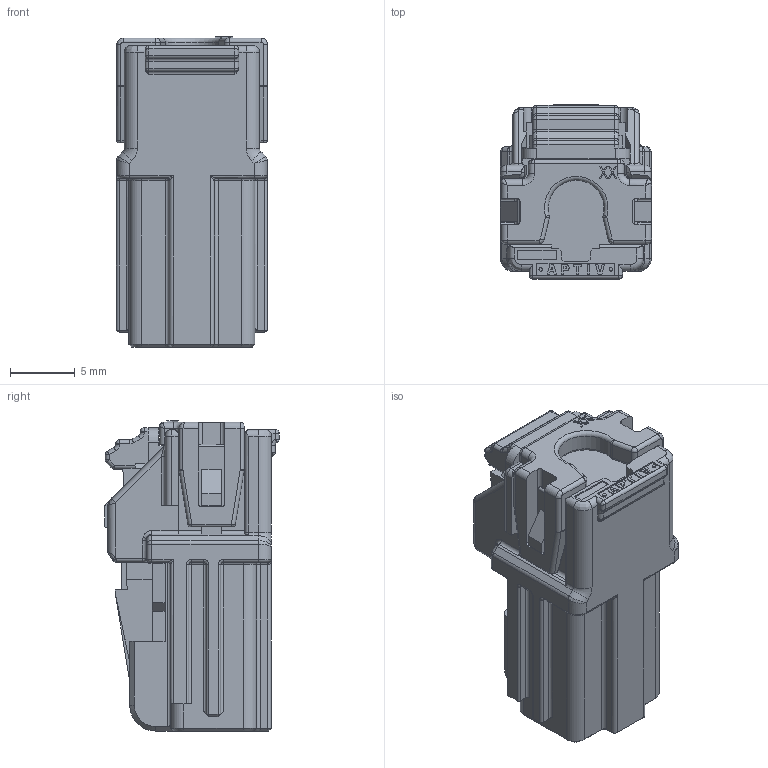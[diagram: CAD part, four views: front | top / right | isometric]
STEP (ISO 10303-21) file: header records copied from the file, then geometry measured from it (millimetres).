
FILE_DESCRIPTION(/* description */ (''),/* implementation_level */ '2;1');
FILE_NAME(/* name */ '35395816-CODE A_stp.stp',/* time_stamp */ '2023-07-17T14:55:48+08:00',/* author */ (''),/* organization */ (''),/* preprocessor_version */ 'ST-DEVELOPER v16',/* originating_system */ 'SIEMENS PLM Software NX 11.0',/* authorisation */ '');
FILE_SCHEMA (('AUTOMOTIVE_DESIGN { 1 0 10303 214 3 1 1 1 }'));
Length unit declared in the file: millimetre
Products named in the file (1): 35395816-CODE A_stp
Bounding box: 11.62 x 13.41 x 23.87 mm (x, y, z)
Volume: 1908.5 mm3; surface area: 2058.4 mm2
Topology: 1 solids, 1 shells, 863 faces, 2258 edges, 1361 vertices
Faces by surface type: plane 425, cylinder 257, bspline 61, torus 44, extrusion 28, sphere 26, cone 22
Entity records: 27265 total; most frequent: CARTESIAN_POINT 6593, ORIENTED_EDGE 4434, DIRECTION 4152, EDGE_CURVE 2217, VECTOR 1490, LINE 1462, VERTEX_POINT 1360, AXIS2_PLACEMENT_3D 1331
